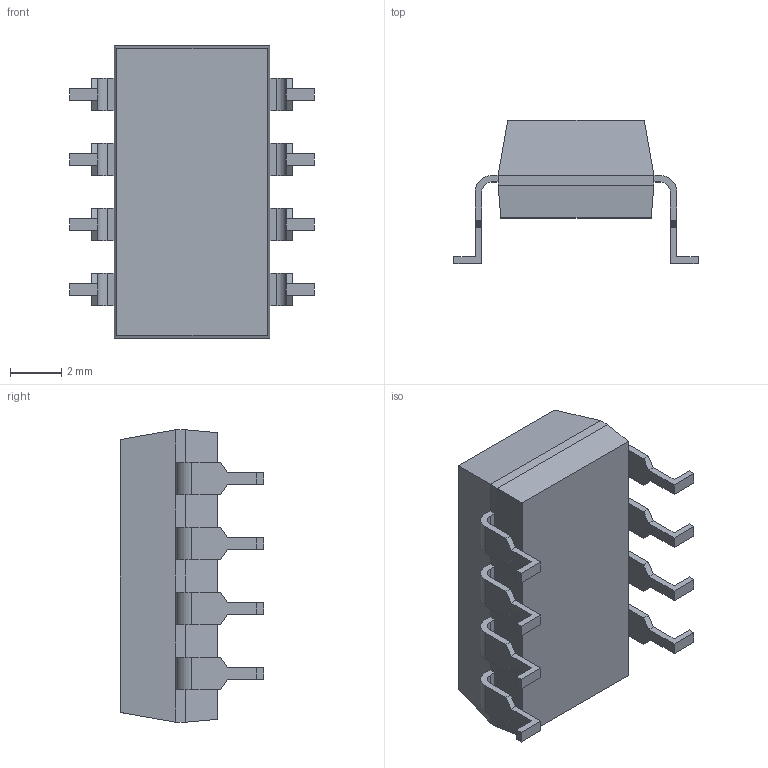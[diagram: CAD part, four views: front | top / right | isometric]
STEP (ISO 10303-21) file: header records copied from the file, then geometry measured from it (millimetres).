
FILE_DESCRIPTION(('STEP AP214'), '1');
FILE_NAME('DIP8_SMD', '2019-02-11T10:51:56', (''), (''), 'ASCON STEP Converter 1.3', 'ASCON Math Kernel', '');
FILE_SCHEMA(('AUTOMOTIVE_DESIGN { 1 0 10303 214 3 1 1}'));
Length unit declared in the file: millimetre
Products named in the file (1): Dip8
Bounding box: 9.55 x 5.6 x 11.43 mm (x, y, z)
Volume: 256.3 mm3; surface area: 337.4 mm2
Topology: 1 solids, 1 shells, 138 faces, 384 edges, 248 vertices
Faces by surface type: plane 121, cylinder 17
Entity records: 5473 total; most frequent: CARTESIAN_POINT 771, ORIENTED_EDGE 768, DIRECTION 696, EDGE_CURVE 384, LINE 350, VECTOR 350, VERTEX_POINT 248, AXIS2_PLACEMENT_3D 173
